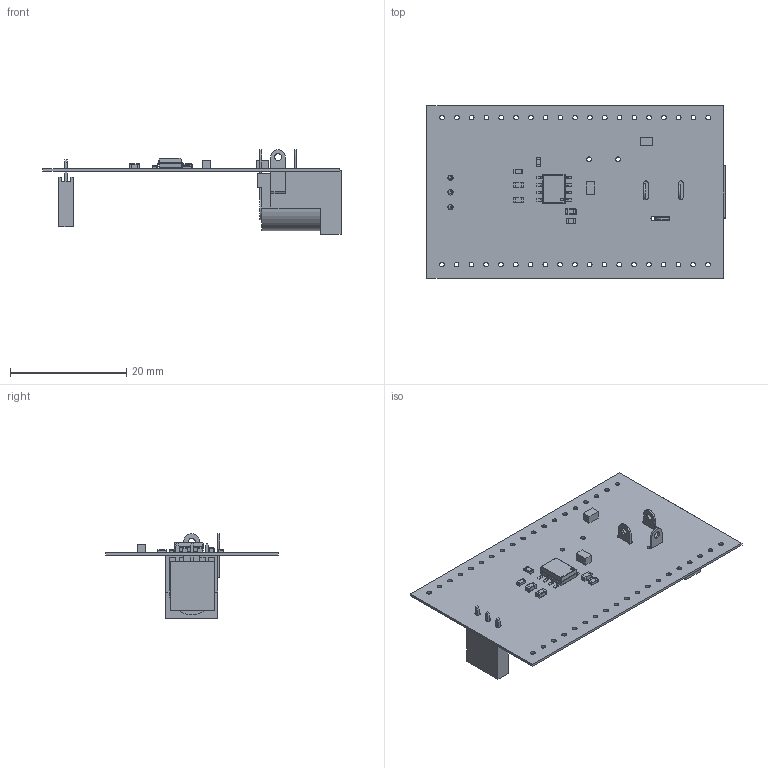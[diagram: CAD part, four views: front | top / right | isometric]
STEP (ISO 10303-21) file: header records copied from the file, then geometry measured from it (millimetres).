
FILE_DESCRIPTION(('Open CASCADE Model'),'2;1');
FILE_NAME('Open CASCADE Shape Model','2023-04-11T18:30:05',('Author'),( 'Open CASCADE'),'Open CASCADE STEP processor 6.8','Open CASCADE 6.8' ,'Unknown');
FILE_SCHEMA(('AUTOMOTIVE_DESIGN { 1 0 10303 214 1 1 1 1 }'));
Length unit declared in the file: millimetre
Products named in the file (54): PCB; Board; Open CASCADE STEP translator 6.8 3.1.1; U1; 6428292736; Open_CASCADE_STEP_translator_6.8_11.1; Body; Open_CASCADE_STEP_translator_6.8_11.2.1; Leader; R4; 6428286576; Mid_Body; Terminal; Open_CASCADE_STEP_translator_6.8_29.2.1; Mark; C5; 5168114992; Extruded; C4; 6428291776; Open_CASCADE_STEP_translator_6.8_19.1.1; Open_CASCADE_STEP_translator_6.8_19.1.2; Open_CASCADE_STEP_translator_6.8_19.2.1; C3; 6428294656; _; User_Library-DC_Power; R2; 6428288256; R1; 6428292976; C2; LED; User_Library-PBS-3; PBS3Case; ContactPL; C1; 5168112592
Assembly tree (66 placements, depth 5):
  PCB
    Board
      Open CASCADE STEP translator 6.8 3.1.1
    U1
      6428292736
        Open_CASCADE_STEP_translator_6.8_11.1
        Body
          Open_CASCADE_STEP_translator_6.8_11.2.1
        Leader  x8
    R4
      6428286576
        Mid_Body
        Terminal  x2
          Open_CASCADE_STEP_translator_6.8_29.2.1
        Mark
    C5
      5168114992
        Extruded
    C4
      6428291776
        Terminal
          Open_CASCADE_STEP_translator_6.8_19.1.1
          Open_CASCADE_STEP_translator_6.8_19.1.2
        Mid_Body
          Open_CASCADE_STEP_translator_6.8_19.2.1
    C3
      6428294656
        Terminal
          Open_CASCADE_STEP_translator_6.8_19.1.1
          Open_CASCADE_STEP_translator_6.8_19.1.2
        Mid_Body
          Open_CASCADE_STEP_translator_6.8_19.2.1
    _
      User_Library-DC_Power
    R2
      6428288256
        Mid_Body
        Terminal  x2
          Open_CASCADE_STEP_translator_6.8_29.2.1
        Mark
    R1
      6428292976
        Mid_Body
        Terminal  x2
          Open_CASCADE_STEP_translator_6.8_29.2.1
        Mark
    C2
      6428294656
        Terminal
          Open_CASCADE_STEP_translator_6.8_19.1.1
          Open_CASCADE_STEP_translator_6.8_19.1.2
        Mid_Body
          Open_CASCADE_STEP_translator_6.8_19.2.1
    LED
      User_Library-PBS-3
        PBS3Case
        ContactPL  x3
    C1
      5168112592
        Extruded
Bounding box: 51.2 x 29.65 x 14.5 mm (x, y, z)
Volume: 1682.7 mm3; surface area: 4847.9 mm2
Topology: 43 solids, 44 shells, 714 faces, 1624 edges, 967 vertices
Faces by surface type: plane 460, cylinder 211, sphere 34, bspline 9
Full cylindrical faces by diameter (mm): 0.5 x1, 0.8 x40, 0.9 x3
Entity records: 15437 total; most frequent: CARTESIAN_POINT 2929, DIRECTION 2271, ORIENTED_EDGE 2031, EDGE_CURVE 1016, AXIS2_PLACEMENT_3D 781, LINE 709, VECTOR 709, VERTEX_POINT 631
